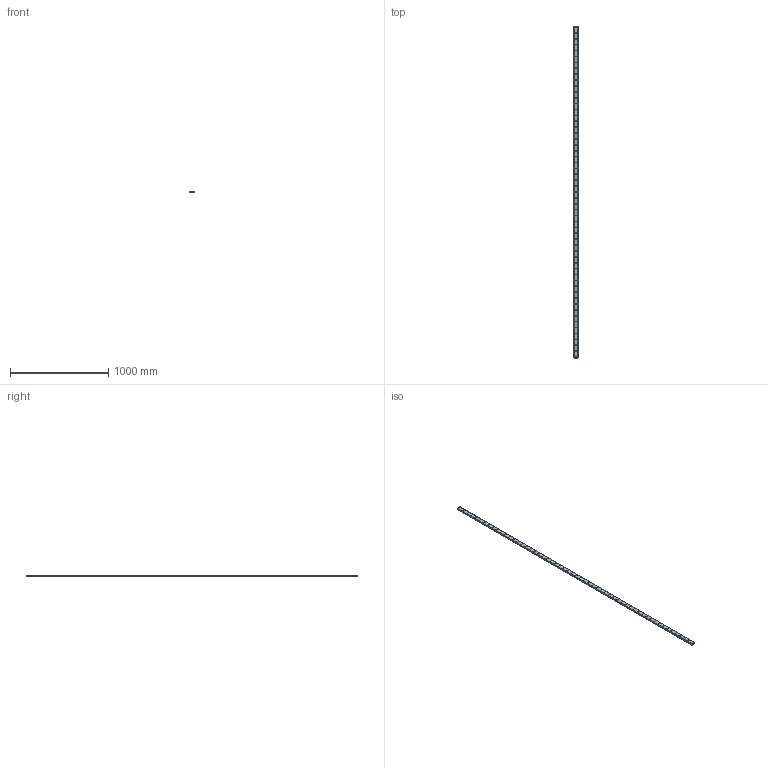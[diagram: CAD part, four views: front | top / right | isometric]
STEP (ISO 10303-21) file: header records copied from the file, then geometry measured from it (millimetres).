
FILE_DESCRIPTION(('STEP AP214'),'1');
FILE_NAME('cctmp_8EEC91E0-86C9-4BB3-8160-BEA50AE0AC50_2021_03_04_12_48_50_0446..stp','2021-03-04T11:48:50',('HIWIN GmbH'),('CADClick - www.CADClick.com'),'Spatial InterOp 3D',' ','unknown authorization');
FILE_SCHEMA(('AUTOMOTIVE_DESIGN'));
Length unit declared in the file: millimetre
Products named in the file (1): WER27R3380H_FILE
Bounding box: 42 x 3380 x 15 mm (x, y, z)
Volume: 1966864.4 mm3; surface area: 425418.5 mm2
Topology: 1 solids, 1 shells, 1129 faces, 2343 edges, 1562 vertices
Faces by surface type: cylinder 702, plane 427
Entity records: 39717 total; most frequent: DIRECTION 6007, CARTESIAN_POINT 5035, ORIENTED_EDGE 4686, AXIS2_PLACEMENT_3D 2534, EDGE_CURVE 2343, VERTEX_POINT 1562, EDGE_LOOP 1475, CIRCLE 1404
